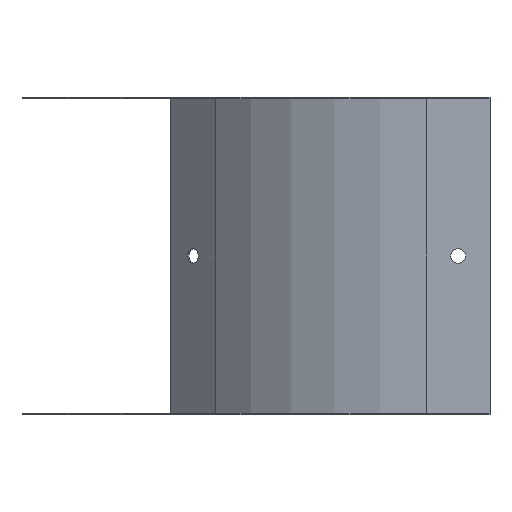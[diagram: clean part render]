
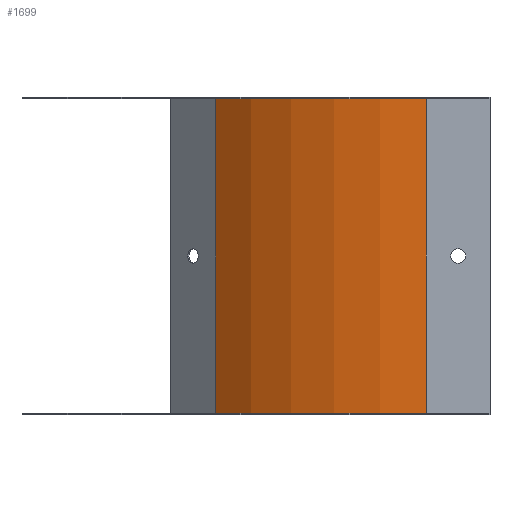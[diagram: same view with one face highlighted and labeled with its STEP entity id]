
A CAD part, left-side view. The second image highlights one B-rep face of the part: STEP entity #1699.
In plain terms, the highlighted cylindrical face has radius 140.8 mm (diameter 281.6 mm), a partial arc.
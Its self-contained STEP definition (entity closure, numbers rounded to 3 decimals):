
#4 = VERTEX_POINT ( 'NONE', #1787 ) ;
#21 = CIRCLE ( 'NONE', #320, 140.8 ) ;
#25 = LINE ( 'NONE', #647, #26 ) ;
#26 = VECTOR ( 'NONE', #637, 1000. ) ;
#214 = FACE_OUTER_BOUND ( 'NONE', #1459, .T. ) ;
#219 = CYLINDRICAL_SURFACE ( 'NONE', #1811, 140.8 ) ;
#320 = AXIS2_PLACEMENT_3D ( 'NONE', #631, #629, #627 ) ;
#335 = AXIS2_PLACEMENT_3D ( 'NONE', #658, #657, #665 ) ;
#355 = EDGE_CURVE ( 'NONE', #4, #1039, #1499, .T. ) ;
#376 = EDGE_CURVE ( 'NONE', #1828, #1039, #1531, .T. ) ;
#424 = EDGE_CURVE ( 'NONE', #1056, #1828, #25, .T. ) ;
#425 = EDGE_CURVE ( 'NONE', #1056, #4, #21, .T. ) ;
#469 = CARTESIAN_POINT ( 'NONE',  ( 140.439, 129.608, 0. ) ) ;
#491 = DIRECTION ( 'NONE',  ( 1., 0., 0. ) ) ;
#492 = CARTESIAN_POINT ( 'NONE',  ( 240., 30.048, -149.2 ) ) ;
#493 = DIRECTION ( 'NONE',  ( 0., 0., 1. ) ) ;
#627 = DIRECTION ( 'NONE',  ( 1., 0., 0. ) ) ;
#629 = DIRECTION ( 'NONE',  ( 0., 0., 1. ) ) ;
#631 = CARTESIAN_POINT ( 'NONE',  ( 240., 30.048, -148.4 ) ) ;
#637 = DIRECTION ( 'NONE',  ( 0., 0., 1. ) ) ;
#647 = CARTESIAN_POINT ( 'NONE',  ( 140.439, 129.608, -149.2 ) ) ;
#657 = DIRECTION ( 'NONE',  ( 0., 0., 1. ) ) ;
#658 = CARTESIAN_POINT ( 'NONE',  ( 240., 30.048, 0. ) ) ;
#665 = DIRECTION ( 'NONE',  ( -1., 0., 0. ) ) ;
#916 = CARTESIAN_POINT ( 'NONE',  ( 140.439, 129.608, -148.4 ) ) ;
#958 = CARTESIAN_POINT ( 'NONE',  ( 99.2, 30.048, 0. ) ) ;
#1039 = VERTEX_POINT ( 'NONE', #958 ) ;
#1056 = VERTEX_POINT ( 'NONE', #916 ) ;
#1250 = ORIENTED_EDGE ( 'NONE', *, *, #376, .F. ) ;
#1251 = ORIENTED_EDGE ( 'NONE', *, *, #355, .T. ) ;
#1252 = ORIENTED_EDGE ( 'NONE', *, *, #425, .T. ) ;
#1253 = ORIENTED_EDGE ( 'NONE', *, *, #424, .F. ) ;
#1459 = EDGE_LOOP ( 'NONE', ( #1253, #1252, #1251, #1250 ) ) ;
#1499 = LINE ( 'NONE', #1758, #1501 ) ;
#1501 = VECTOR ( 'NONE', #1750, 1000. ) ;
#1531 = CIRCLE ( 'NONE', #335, 140.8 ) ;
#1699 = ADVANCED_FACE ( 'NONE', ( #214 ), #219, .T. ) ;
#1750 = DIRECTION ( 'NONE',  ( 0., 0., 1. ) ) ;
#1758 = CARTESIAN_POINT ( 'NONE',  ( 99.2, 30.048, -149.2 ) ) ;
#1787 = CARTESIAN_POINT ( 'NONE',  ( 99.2, 30.048, -148.4 ) ) ;
#1811 = AXIS2_PLACEMENT_3D ( 'NONE', #492, #493, #491 ) ;
#1828 = VERTEX_POINT ( 'NONE', #469 ) ;
